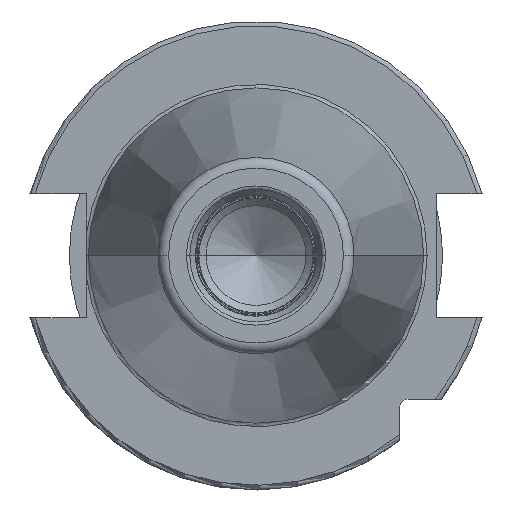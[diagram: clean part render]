
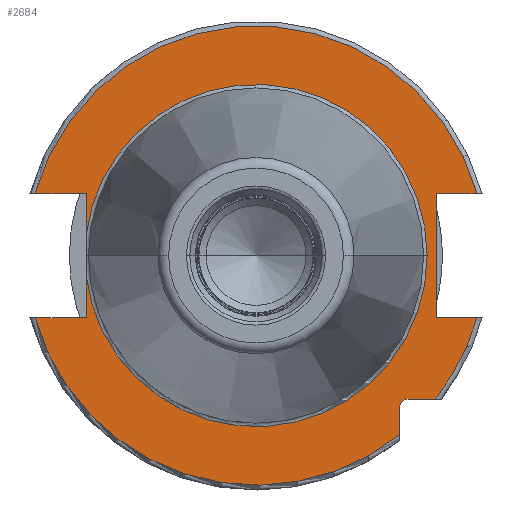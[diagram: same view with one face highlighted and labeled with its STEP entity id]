
A CAD part, left-side view. The second image highlights one B-rep face of the part: STEP entity #2684.
In plain terms, the highlighted planar face has unit normal (-1, 0, 0).
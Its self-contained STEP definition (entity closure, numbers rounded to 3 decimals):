
#117=CARTESIAN_POINT('',(3.2,0.,0.));
#118=DIRECTION('',(-1.,0.,0.));
#119=DIRECTION('',(0.,0.992,-0.124));
#120=AXIS2_PLACEMENT_3D('',#117,#118,#119);
#721=CARTESIAN_POINT('',(3.2,-37.254,-29.85));
#732=DIRECTION('',(0.,-1.,0.));
#733=VECTOR('',#732,5.654);
#734=CARTESIAN_POINT('',(3.2,-31.6,-29.85));
#735=LINE('',#734,#733);
#736=DIRECTION('',(0.,0.,1.));
#737=VECTOR('',#736,5.654);
#738=CARTESIAN_POINT('',(3.2,-29.85,-37.254));
#739=LINE('',#738,#737);
#740=CARTESIAN_POINT('',(3.2,0.,0.));
#741=DIRECTION('',(-1.,0.,0.));
#742=DIRECTION('',(0.,0.963,-0.27));
#743=AXIS2_PLACEMENT_3D('',#740,#741,#742);
#745=DIRECTION('',(0.,-1.,0.));
#746=VECTOR('',#745,10.661);
#747=CARTESIAN_POINT('',(3.2,45.961,-12.9));
#748=LINE('',#747,#746);
#749=DIRECTION('',(0.,0.,-1.));
#750=VECTOR('',#749,8.485);
#751=CARTESIAN_POINT('',(3.2,35.3,-4.415));
#752=LINE('',#751,#750);
#753=DIRECTION('',(0.,0.,-1.));
#754=VECTOR('',#753,8.485);
#755=CARTESIAN_POINT('',(3.2,35.3,12.9));
#756=LINE('',#755,#754);
#757=DIRECTION('',(0.,-1.,0.));
#758=VECTOR('',#757,10.661);
#759=CARTESIAN_POINT('',(3.2,45.961,12.9));
#760=LINE('',#759,#758);
#761=CARTESIAN_POINT('',(3.2,0.,0.));
#762=DIRECTION('',(1.,0.,0.));
#763=DIRECTION('',(0.,0.963,0.27));
#764=AXIS2_PLACEMENT_3D('',#761,#762,#763);
#766=DIRECTION('',(0.,1.,0.));
#767=VECTOR('',#766,8.461);
#768=CARTESIAN_POINT('',(3.2,-45.961,12.9));
#769=LINE('',#768,#767);
#770=DIRECTION('',(0.,0.,1.));
#771=VECTOR('',#770,25.8);
#772=CARTESIAN_POINT('',(3.2,-37.5,-12.9));
#773=LINE('',#772,#771);
#774=DIRECTION('',(0.,1.,0.));
#775=VECTOR('',#774,8.461);
#776=CARTESIAN_POINT('',(3.2,-45.961,-12.9));
#777=LINE('',#776,#775);
#778=CARTESIAN_POINT('',(3.2,0.,0.));
#779=DIRECTION('',(-1.,0.,0.));
#780=DIRECTION('',(0.,-0.78,-0.625));
#781=AXIS2_PLACEMENT_3D('',#778,#779,#780);
#792=CARTESIAN_POINT('',(3.2,-31.6,-31.6));
#793=DIRECTION('',(1.,0.,0.));
#794=DIRECTION('',(0.,1.,0.));
#795=AXIS2_PLACEMENT_3D('',#792,#793,#794);
#1279=CARTESIAN_POINT('',(3.2,0.,0.));
#1280=DIRECTION('',(1.,0.,0.));
#1281=DIRECTION('',(0.,0.992,0.124));
#1282=AXIS2_PLACEMENT_3D('',#1279,#1280,#1281);
#1502=CARTESIAN_POINT('',(3.2,-35.575,0.));
#1504=VERTEX_POINT('',#1502);
#1620=CARTESIAN_POINT('',(3.2,45.961,12.9));
#1621=CARTESIAN_POINT('',(3.2,35.3,12.9));
#1622=VERTEX_POINT('',#1620);
#1623=VERTEX_POINT('',#1621);
#1624=CARTESIAN_POINT('',(3.2,35.3,4.415));
#1625=VERTEX_POINT('',#1624);
#1626=CARTESIAN_POINT('',(3.2,35.3,-4.415));
#1627=CARTESIAN_POINT('',(3.2,35.3,-12.9));
#1628=VERTEX_POINT('',#1626);
#1629=VERTEX_POINT('',#1627);
#1630=CARTESIAN_POINT('',(3.2,45.961,-12.9));
#1631=VERTEX_POINT('',#1630);
#1632=CARTESIAN_POINT('',(3.2,-45.961,-12.9));
#1633=CARTESIAN_POINT('',(3.2,-37.5,-12.9));
#1634=VERTEX_POINT('',#1632);
#1635=VERTEX_POINT('',#1633);
#1636=CARTESIAN_POINT('',(3.2,-37.5,12.9));
#1637=VERTEX_POINT('',#1636);
#1638=CARTESIAN_POINT('',(3.2,-45.961,12.9));
#1639=VERTEX_POINT('',#1638);
#1675=CARTESIAN_POINT('',(3.2,-29.85,-37.254));
#1676=VERTEX_POINT('',#1675);
#1681=CARTESIAN_POINT('',(3.2,-29.85,-31.6));
#1682=CARTESIAN_POINT('',(3.2,-31.6,-29.85));
#1683=VERTEX_POINT('',#1681);
#1684=VERTEX_POINT('',#1682);
#1703=VERTEX_POINT('',#721);
#2655=CARTESIAN_POINT('',(3.2,0.,0.));
#2656=DIRECTION('',(1.,0.,0.));
#2657=DIRECTION('',(0.,-1.,0.));
#2658=AXIS2_PLACEMENT_3D('',#2655,#2656,#2657);
#2659=PLANE('',#2658);
#2661=ORIENTED_EDGE('',*,*,#2660,.F.);
#2663=ORIENTED_EDGE('',*,*,#2662,.F.);
#2665=ORIENTED_EDGE('',*,*,#2664,.F.);
#2666=ORIENTED_EDGE('',*,*,#2633,.F.);
#2667=ORIENTED_EDGE('',*,*,#1985,.T.);
#2668=ORIENTED_EDGE('',*,*,#1972,.F.);
#2669=ORIENTED_EDGE('',*,*,#1935,.T.);
#2671=ORIENTED_EDGE('',*,*,#2670,.F.);
#2672=ORIENTED_EDGE('',*,*,#1967,.F.);
#2674=ORIENTED_EDGE('',*,*,#2673,.F.);
#2676=ORIENTED_EDGE('',*,*,#2675,.T.);
#2678=ORIENTED_EDGE('',*,*,#2677,.T.);
#2679=ORIENTED_EDGE('',*,*,#2092,.F.);
#2680=ORIENTED_EDGE('',*,*,#2535,.F.);
#2681=ORIENTED_EDGE('',*,*,#2650,.F.);
#2682=EDGE_LOOP('',(#2661,#2663,#2665,#2666,#2667,#2668,#2669,#2671,#2672,#2674,
#2676,#2678,#2679,#2680,#2681));
#2683=FACE_OUTER_BOUND('',#2682,.F.);
#2684=ADVANCED_FACE('',(#2683),#2659,.F.);
#121=CIRCLE('',#120,35.575);
#744=CIRCLE('',#743,47.738);
#765=CIRCLE('',#764,47.738);
#782=CIRCLE('',#781,47.738);
#796=CIRCLE('',#795,1.75);
#1283=CIRCLE('',#1282,35.575);
#1935=EDGE_CURVE('',#1628,#1504,#121,.T.);
#1967=EDGE_CURVE('',#1623,#1625,#756,.T.);
#1972=EDGE_CURVE('',#1628,#1629,#752,.T.);
#1985=EDGE_CURVE('',#1631,#1629,#748,.T.);
#2092=EDGE_CURVE('',#1635,#1637,#773,.T.);
#2535=EDGE_CURVE('',#1634,#1635,#777,.T.);
#2633=EDGE_CURVE('',#1631,#1676,#744,.T.);
#2650=EDGE_CURVE('',#1703,#1634,#782,.T.);
#2660=EDGE_CURVE('',#1684,#1703,#735,.T.);
#2662=EDGE_CURVE('',#1683,#1684,#796,.T.);
#2664=EDGE_CURVE('',#1676,#1683,#739,.T.);
#2670=EDGE_CURVE('',#1625,#1504,#1283,.T.);
#2673=EDGE_CURVE('',#1622,#1623,#760,.T.);
#2675=EDGE_CURVE('',#1622,#1639,#765,.T.);
#2677=EDGE_CURVE('',#1639,#1637,#769,.T.);
